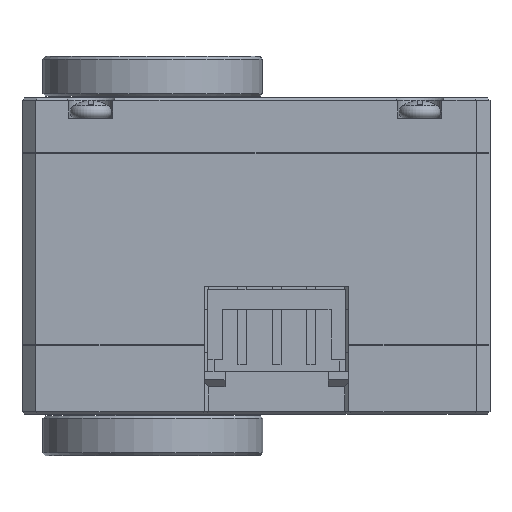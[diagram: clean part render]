
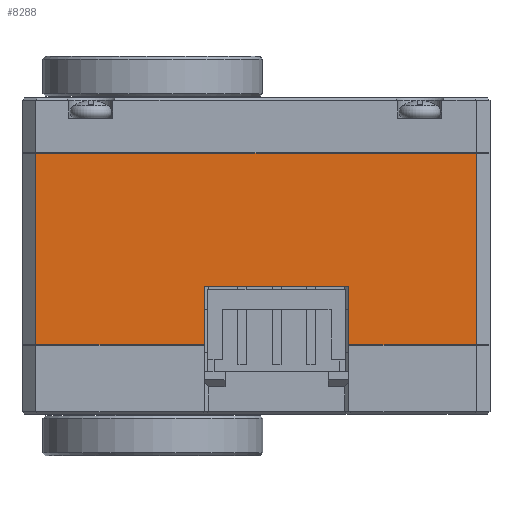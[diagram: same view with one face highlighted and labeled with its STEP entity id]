
A CAD part, left-side view. The second image highlights one B-rep face of the part: STEP entity #8288.
In plain terms, the highlighted planar face has unit normal (-1, 0, 0).
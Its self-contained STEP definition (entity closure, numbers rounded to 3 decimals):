
#666=FACE_OUTER_BOUND('',#1161,.T.);
#1161=EDGE_LOOP('',(#5699,#5700,#5701,#5702,#5703,#5704,#5705,#5706));
#1720=LINE('',#12185,#2635);
#1726=LINE('',#12198,#2641);
#1747=LINE('',#12239,#2662);
#1750=LINE('',#12246,#2665);
#1764=LINE('',#12275,#2679);
#1797=LINE('',#12353,#2712);
#1798=LINE('',#12355,#2713);
#1799=LINE('',#12356,#2714);
#2635=VECTOR('',#9706,32.);
#2641=VECTOR('',#9716,12.25);
#2662=VECTOR('',#9739,9.25);
#2665=VECTOR('',#9744,4.25);
#2679=VECTOR('',#9764,10.5);
#2712=VECTOR('',#9835,4.25);
#2713=VECTOR('',#9838,13.9);
#2714=VECTOR('',#9839,13.9);
#3551=VERTEX_POINT('',#12182);
#3552=VERTEX_POINT('',#12184);
#3555=VERTEX_POINT('',#12194);
#3557=VERTEX_POINT('',#12197);
#3568=VERTEX_POINT('',#12220);
#3576=VERTEX_POINT('',#12237);
#3579=VERTEX_POINT('',#12244);
#3591=VERTEX_POINT('',#12273);
#4342=EDGE_CURVE('',#3551,#3552,#1720,.T.);
#4348=EDGE_CURVE('',#3557,#3555,#1726,.T.);
#4369=EDGE_CURVE('',#3568,#3576,#1747,.T.);
#4372=EDGE_CURVE('',#3555,#3579,#1750,.T.);
#4386=EDGE_CURVE('',#3591,#3579,#1764,.T.);
#4428=EDGE_CURVE('',#3568,#3591,#1797,.T.);
#4429=EDGE_CURVE('',#3552,#3576,#1798,.T.);
#4430=EDGE_CURVE('',#3551,#3557,#1799,.T.);
#5699=ORIENTED_EDGE('',*,*,#4428,.F.);
#5700=ORIENTED_EDGE('',*,*,#4369,.T.);
#5701=ORIENTED_EDGE('',*,*,#4429,.F.);
#5702=ORIENTED_EDGE('',*,*,#4342,.F.);
#5703=ORIENTED_EDGE('',*,*,#4430,.T.);
#5704=ORIENTED_EDGE('',*,*,#4348,.T.);
#5705=ORIENTED_EDGE('',*,*,#4372,.T.);
#5706=ORIENTED_EDGE('',*,*,#4386,.F.);
#7944=PLANE('',#8905);
#8288=ADVANCED_FACE('',(#666),#7944,.T.);
#8905=AXIS2_PLACEMENT_3D('',#12354,#9836,#9837);
#9706=DIRECTION('',(0.,-1.,0.));
#9716=DIRECTION('',(0.,-1.,0.));
#9739=DIRECTION('',(0.,-1.,0.));
#9744=DIRECTION('',(0.,0.,1.));
#9764=DIRECTION('',(0.,1.,0.));
#9835=DIRECTION('',(0.,0.,1.));
#9836=DIRECTION('center_axis',(-1.,0.,0.));
#9837=DIRECTION('ref_axis',(0.,-1.,0.));
#9838=DIRECTION('',(0.,0.,-1.));
#9839=DIRECTION('',(0.,0.,-1.));
#12182=CARTESIAN_POINT('',(-10.,8.5,-0.55));
#12184=CARTESIAN_POINT('',(-10.,-23.5,-0.55));
#12185=CARTESIAN_POINT('',(-10.,8.5,-0.55));
#12194=CARTESIAN_POINT('',(-10.,-3.75,-14.45));
#12197=CARTESIAN_POINT('',(-10.,8.5,-14.45));
#12198=CARTESIAN_POINT('',(-10.,8.5,-14.45));
#12220=CARTESIAN_POINT('',(-10.,-14.25,-14.45));
#12237=CARTESIAN_POINT('',(-10.,-23.5,-14.45));
#12239=CARTESIAN_POINT('',(-10.,-14.25,-14.45));
#12244=CARTESIAN_POINT('',(-10.,-3.75,-10.2));
#12246=CARTESIAN_POINT('',(-10.,-3.75,-14.45));
#12273=CARTESIAN_POINT('',(-10.,-14.25,-10.2));
#12275=CARTESIAN_POINT('',(-10.,-14.25,-10.2));
#12353=CARTESIAN_POINT('',(-10.,-14.25,-14.45));
#12354=CARTESIAN_POINT('Origin',(-10.,9.5,0.));
#12355=CARTESIAN_POINT('',(-10.,-23.5,-0.55));
#12356=CARTESIAN_POINT('',(-10.,8.5,-0.55));
